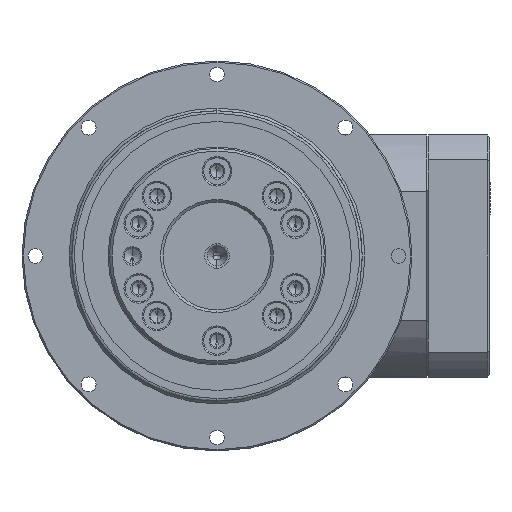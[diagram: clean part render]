
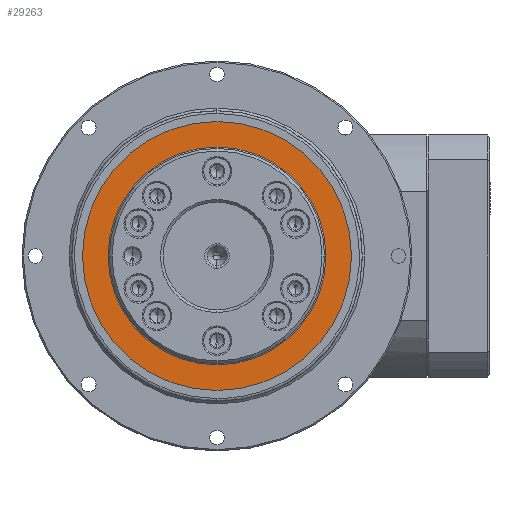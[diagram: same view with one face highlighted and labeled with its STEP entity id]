
A CAD part, left-side view. The second image highlights one B-rep face of the part: STEP entity #29263.
In plain terms, the highlighted planar face has unit normal (-1, 0, 0).
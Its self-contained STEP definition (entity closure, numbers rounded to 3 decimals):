
#808 = AXIS2_PLACEMENT_3D ( 'NONE', #26594, #10977, #29128 ) ;
#1406 = DIRECTION ( 'NONE',  ( 0., 0., -1. ) ) ;
#3713 = AXIS2_PLACEMENT_3D ( 'NONE', #3847, #22031, #6476 ) ;
#3828 = ORIENTED_EDGE ( 'NONE', *, *, #29790, .F. ) ;
#3847 = CARTESIAN_POINT ( 'NONE',  ( -22.99, 0., 0. ) ) ;
#5117 = EDGE_LOOP ( 'NONE', ( #26965, #21048 ) ) ;
#6041 = CARTESIAN_POINT ( 'NONE',  ( -22.99, 0., 40.5 ) ) ;
#6122 = VERTEX_POINT ( 'NONE', #23849 ) ;
#6476 = DIRECTION ( 'NONE',  ( 0., 0., -1. ) ) ;
#7005 = AXIS2_PLACEMENT_3D ( 'NONE', #32323, #16960, #1406 ) ;
#7912 = VERTEX_POINT ( 'NONE', #6041 ) ;
#9229 = FACE_BOUND ( 'NONE', #18581, .T. ) ;
#10693 = ORIENTED_EDGE ( 'NONE', *, *, #23581, .F. ) ;
#10977 = DIRECTION ( 'NONE',  ( -1., 0., 0. ) ) ;
#11876 = CARTESIAN_POINT ( 'NONE',  ( -22.99, 0., 0. ) ) ;
#12671 = AXIS2_PLACEMENT_3D ( 'NONE', #11876, #29963, #14505 ) ;
#12750 = DIRECTION ( 'NONE',  ( -1., 0., 0. ) ) ;
#14505 = DIRECTION ( 'NONE',  ( 0., 0., -1. ) ) ;
#16960 = DIRECTION ( 'NONE',  ( -1., 0., 0. ) ) ;
#17380 = CIRCLE ( 'NONE', #808, 50. ) ;
#17773 = CIRCLE ( 'NONE', #12671, 40.5 ) ;
#18574 = CARTESIAN_POINT ( 'NONE',  ( -22.99, 0., -50. ) ) ;
#18581 = EDGE_LOOP ( 'NONE', ( #10693, #3828 ) ) ;
#20904 = EDGE_CURVE ( 'NONE', #28519, #6122, #25992, .T. ) ;
#21048 = ORIENTED_EDGE ( 'NONE', *, *, #32920, .T. ) ;
#22031 = DIRECTION ( 'NONE',  ( 1., 0., 0. ) ) ;
#23581 = EDGE_CURVE ( 'NONE', #32236, #7912, #17773, .T. ) ;
#23849 = CARTESIAN_POINT ( 'NONE',  ( -22.99, 0., 50. ) ) ;
#23899 = FACE_OUTER_BOUND ( 'NONE', #5117, .T. ) ;
#24211 = CIRCLE ( 'NONE', #7005, 40.5 ) ;
#25992 = CIRCLE ( 'NONE', #26307, 50. ) ;
#26307 = AXIS2_PLACEMENT_3D ( 'NONE', #28290, #12750, #30792 ) ;
#26594 = CARTESIAN_POINT ( 'NONE',  ( -22.99, 0., 0. ) ) ;
#26763 = CARTESIAN_POINT ( 'NONE',  ( -22.99, 0., -40.5 ) ) ;
#26965 = ORIENTED_EDGE ( 'NONE', *, *, #20904, .T. ) ;
#27120 = PLANE ( 'NONE',  #3713 ) ;
#28290 = CARTESIAN_POINT ( 'NONE',  ( -22.99, 0., 0. ) ) ;
#28519 = VERTEX_POINT ( 'NONE', #18574 ) ;
#29128 = DIRECTION ( 'NONE',  ( 0., 0., -1. ) ) ;
#29263 = ADVANCED_FACE ( 'NONE', ( #23899, #9229 ), #27120, .F. ) ;
#29790 = EDGE_CURVE ( 'NONE', #7912, #32236, #24211, .T. ) ;
#29963 = DIRECTION ( 'NONE',  ( -1., 0., 0. ) ) ;
#30792 = DIRECTION ( 'NONE',  ( 0., 0., -1. ) ) ;
#32236 = VERTEX_POINT ( 'NONE', #26763 ) ;
#32323 = CARTESIAN_POINT ( 'NONE',  ( -22.99, 0., 0. ) ) ;
#32920 = EDGE_CURVE ( 'NONE', #6122, #28519, #17380, .T. ) ;
